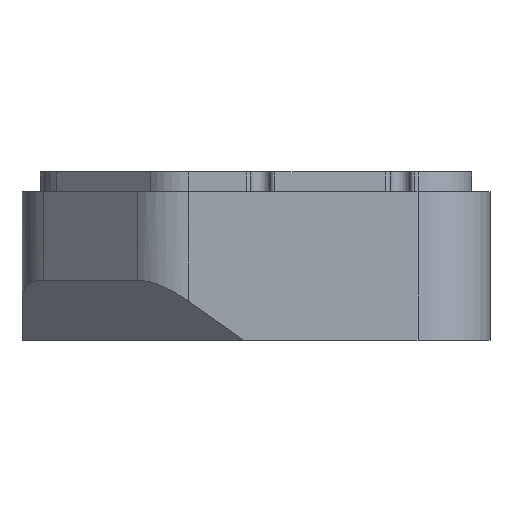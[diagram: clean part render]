
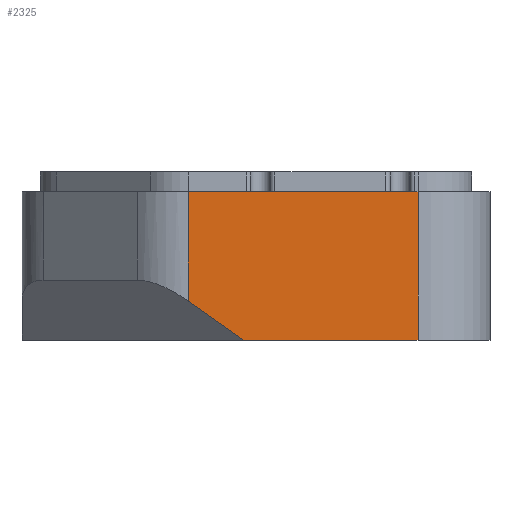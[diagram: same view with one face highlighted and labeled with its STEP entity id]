
A CAD part, left-side view. The second image highlights one B-rep face of the part: STEP entity #2325.
In plain terms, the highlighted planar face has unit normal (-1, 0, 0).
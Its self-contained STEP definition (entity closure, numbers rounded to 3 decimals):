
#978=CARTESIAN_POINT('',(-88.,-36.,-12.));
#979=VERTEX_POINT('',#978);
#987=CARTESIAN_POINT('',(-88.,2.787,-12.));
#988=VERTEX_POINT('',#987);
#989=CARTESIAN_POINT('',(-88.,-36.,-12.));
#990=DIRECTION('',(0.,1.,0.));
#991=VECTOR('',#990,38.787);
#992=LINE('',#989,#991);
#993=EDGE_CURVE('',#979,#988,#992,.T.);
#1627=CARTESIAN_POINT('',(-88.,-36.,21.));
#1628=VERTEX_POINT('',#1627);
#1629=CARTESIAN_POINT('',(-88.,15.029,21.));
#1630=VERTEX_POINT('',#1629);
#1631=CARTESIAN_POINT('',(-88.,-36.,21.));
#1632=DIRECTION('',(0.,1.,0.));
#1633=VECTOR('',#1632,51.029);
#1634=LINE('',#1631,#1633);
#1635=EDGE_CURVE('',#1628,#1630,#1634,.T.);
#2296=CARTESIAN_POINT('',(-88.,-0.,30.));
#2297=DIRECTION('',(-1.,0.,0.));
#2298=DIRECTION('',(0.,0.,1.));
#2299=AXIS2_PLACEMENT_3D('',#2296,#2297,#2298);
#2300=PLANE('',#2299);
#2301=ORIENTED_EDGE('',*,*,#993,.F.);
#2302=CARTESIAN_POINT('',(-88.,-36.,-12.));
#2303=DIRECTION('',(0.,0.,1.));
#2304=VECTOR('',#2303,33.);
#2305=LINE('',#2302,#2304);
#2306=EDGE_CURVE('',#979,#1628,#2305,.T.);
#2307=ORIENTED_EDGE('',*,*,#2306,.T.);
#2308=ORIENTED_EDGE('',*,*,#1635,.T.);
#2309=CARTESIAN_POINT('',(-88.,15.029,-3.343));
#2310=VERTEX_POINT('',#2309);
#2311=CARTESIAN_POINT('',(-88.,15.029,21.));
#2312=DIRECTION('',(-0.,-0.,-1.));
#2313=VECTOR('',#2312,24.343);
#2314=LINE('',#2311,#2313);
#2315=EDGE_CURVE('',#1630,#2310,#2314,.T.);
#2316=ORIENTED_EDGE('',*,*,#2315,.T.);
#2317=CARTESIAN_POINT('',(-88.,15.029,-3.343));
#2318=DIRECTION('',(-0.,-0.816,-0.577));
#2319=VECTOR('',#2318,14.994);
#2320=LINE('',#2317,#2319);
#2321=EDGE_CURVE('',#2310,#988,#2320,.T.);
#2322=ORIENTED_EDGE('',*,*,#2321,.T.);
#2323=EDGE_LOOP('',(#2301,#2307,#2308,#2316,#2322));
#2324=FACE_BOUND('',#2323,.T.);
#2325=ADVANCED_FACE('',(#2324),#2300,.T.);
